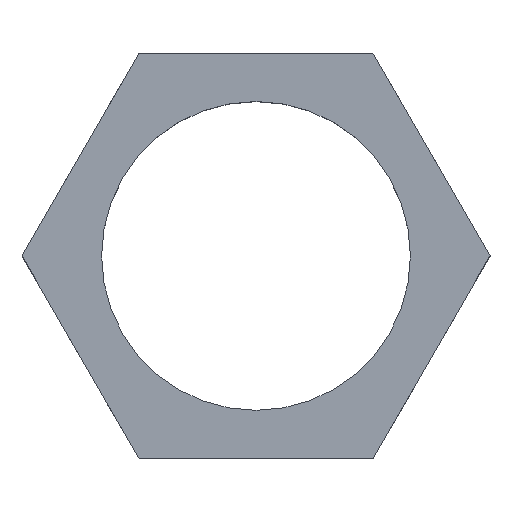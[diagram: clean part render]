
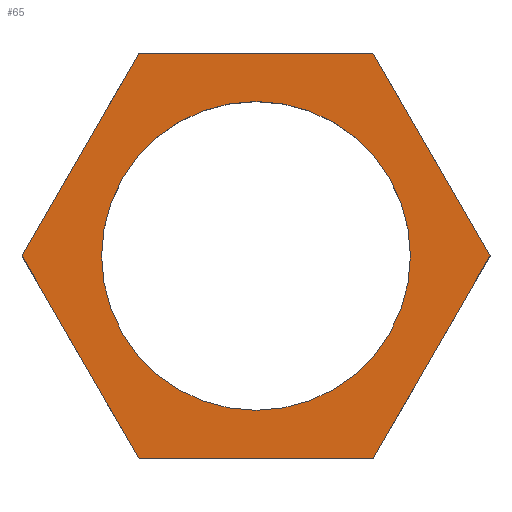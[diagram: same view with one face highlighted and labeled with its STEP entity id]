
A CAD part, top view. The second image highlights one B-rep face of the part: STEP entity #65.
In plain terms, the highlighted planar face has unit normal (0, 0, 1).
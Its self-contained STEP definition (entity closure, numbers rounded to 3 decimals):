
#55 = ORIENTED_EDGE ( 'NONE', *, *, #56, .T. ) ;
#56 = EDGE_CURVE ( 'NONE', #98, #86, #306, .T. ) ;
#65 = ADVANCED_FACE ( 'NONE', ( #511, #510 ), #509, .F. ) ;
#66 = ORIENTED_EDGE ( 'NONE', *, *, #103, .F. ) ;
#67 = VERTEX_POINT ( 'NONE', #508 ) ;
#68 = ORIENTED_EDGE ( 'NONE', *, *, #125, .T. ) ;
#75 = ORIENTED_EDGE ( 'NONE', *, *, #100, .T. ) ;
#77 = ORIENTED_EDGE ( 'NONE', *, *, #124, .F. ) ;
#82 = VERTEX_POINT ( 'NONE', #340 ) ;
#86 = VERTEX_POINT ( 'NONE', #333 ) ;
#87 = VERTEX_POINT ( 'NONE', #328 ) ;
#88 = ORIENTED_EDGE ( 'NONE', *, *, #120, .T. ) ;
#89 = VERTEX_POINT ( 'NONE', #327 ) ;
#93 = VERTEX_POINT ( 'NONE', #437 ) ;
#96 = VERTEX_POINT ( 'NONE', #424 ) ;
#97 = EDGE_CURVE ( 'NONE', #93, #98, #423, .T. ) ;
#98 = VERTEX_POINT ( 'NONE', #419 ) ;
#99 = ORIENTED_EDGE ( 'NONE', *, *, #97, .T. ) ;
#100 = EDGE_CURVE ( 'NONE', #89, #93, #418, .T. ) ;
#103 = EDGE_CURVE ( 'NONE', #96, #82, #407, .T. ) ;
#107 = ORIENTED_EDGE ( 'NONE', *, *, #108, .T. ) ;
#108 = EDGE_CURVE ( 'NONE', #87, #67, #402, .T. ) ;
#118 = EDGE_LOOP ( 'NONE', ( #88, #107, #68, #75, #99, #55 ) ) ;
#119 = EDGE_LOOP ( 'NONE', ( #66, #77 ) ) ;
#120 = EDGE_CURVE ( 'NONE', #86, #87, #465, .T. ) ;
#124 = EDGE_CURVE ( 'NONE', #82, #96, #459, .T. ) ;
#125 = EDGE_CURVE ( 'NONE', #67, #89, #454, .T. ) ;
#303 = DIRECTION ( 'NONE',  ( 0.5, 0.866, 0. ) ) ;
#304 = VECTOR ( 'NONE', #303, 1000. ) ;
#305 = CARTESIAN_POINT ( 'NONE',  ( 15.877, -27.5, 6.5 ) ) ;
#306 = LINE ( 'NONE', #305, #304 ) ;
#327 = CARTESIAN_POINT ( 'NONE',  ( -31.754, 0., 6.5 ) ) ;
#328 = CARTESIAN_POINT ( 'NONE',  ( 15.877, 27.5, 6.5 ) ) ;
#333 = CARTESIAN_POINT ( 'NONE',  ( 31.754, 0., 6.5 ) ) ;
#340 = CARTESIAN_POINT ( 'NONE',  ( -20.955, 0., 6.5 ) ) ;
#399 = DIRECTION ( 'NONE',  ( -1., 0., 0. ) ) ;
#400 = VECTOR ( 'NONE', #399, 1000. ) ;
#401 = CARTESIAN_POINT ( 'NONE',  ( 15.877, 27.5, 6.5 ) ) ;
#402 = LINE ( 'NONE', #401, #400 ) ;
#404 = DIRECTION ( 'NONE',  ( 1., 0., 0. ) ) ;
#405 = DIRECTION ( 'NONE',  ( 0., 0., 1. ) ) ;
#406 = CARTESIAN_POINT ( 'NONE',  ( 0., 0., 6.5 ) ) ;
#407 = CIRCLE ( 'NONE', #412, 20.955 ) ;
#412 = AXIS2_PLACEMENT_3D ( 'NONE', #406, #405, #404 ) ;
#415 = DIRECTION ( 'NONE',  ( 0.5, -0.866, 0. ) ) ;
#416 = VECTOR ( 'NONE', #415, 1000. ) ;
#417 = CARTESIAN_POINT ( 'NONE',  ( -31.754, 0., 6.5 ) ) ;
#418 = LINE ( 'NONE', #417, #416 ) ;
#419 = CARTESIAN_POINT ( 'NONE',  ( 15.877, -27.5, 6.5 ) ) ;
#420 = DIRECTION ( 'NONE',  ( 1., 0., 0. ) ) ;
#421 = VECTOR ( 'NONE', #420, 1000. ) ;
#422 = CARTESIAN_POINT ( 'NONE',  ( -15.877, -27.5, 6.5 ) ) ;
#423 = LINE ( 'NONE', #422, #421 ) ;
#424 = CARTESIAN_POINT ( 'NONE',  ( 20.955, 0., 6.5 ) ) ;
#437 = CARTESIAN_POINT ( 'NONE',  ( -15.877, -27.5, 6.5 ) ) ;
#451 = DIRECTION ( 'NONE',  ( -0.5, -0.866, 0. ) ) ;
#452 = VECTOR ( 'NONE', #451, 1000. ) ;
#453 = CARTESIAN_POINT ( 'NONE',  ( -15.877, 27.5, 6.5 ) ) ;
#454 = LINE ( 'NONE', #453, #452 ) ;
#455 = DIRECTION ( 'NONE',  ( 1., 0., 0. ) ) ;
#456 = DIRECTION ( 'NONE',  ( 0., 0., 1. ) ) ;
#457 = CARTESIAN_POINT ( 'NONE',  ( 0., 0., 6.5 ) ) ;
#458 = AXIS2_PLACEMENT_3D ( 'NONE', #457, #456, #455 ) ;
#459 = CIRCLE ( 'NONE', #458, 20.955 ) ;
#462 = DIRECTION ( 'NONE',  ( -0.5, 0.866, 0. ) ) ;
#463 = VECTOR ( 'NONE', #462, 1000. ) ;
#464 = CARTESIAN_POINT ( 'NONE',  ( 31.754, 0., 6.5 ) ) ;
#465 = LINE ( 'NONE', #464, #463 ) ;
#504 = DIRECTION ( 'NONE',  ( -1., 0., 0. ) ) ;
#505 = DIRECTION ( 'NONE',  ( 0., 0., -1. ) ) ;
#506 = CARTESIAN_POINT ( 'NONE',  ( 0., 31.754, 6.5 ) ) ;
#507 = AXIS2_PLACEMENT_3D ( 'NONE', #506, #505, #504 ) ;
#508 = CARTESIAN_POINT ( 'NONE',  ( -15.877, 27.5, 6.5 ) ) ;
#509 = PLANE ( 'NONE',  #507 ) ;
#510 = FACE_OUTER_BOUND ( 'NONE', #118, .T. ) ;
#511 = FACE_BOUND ( 'NONE', #119, .T. ) ;
